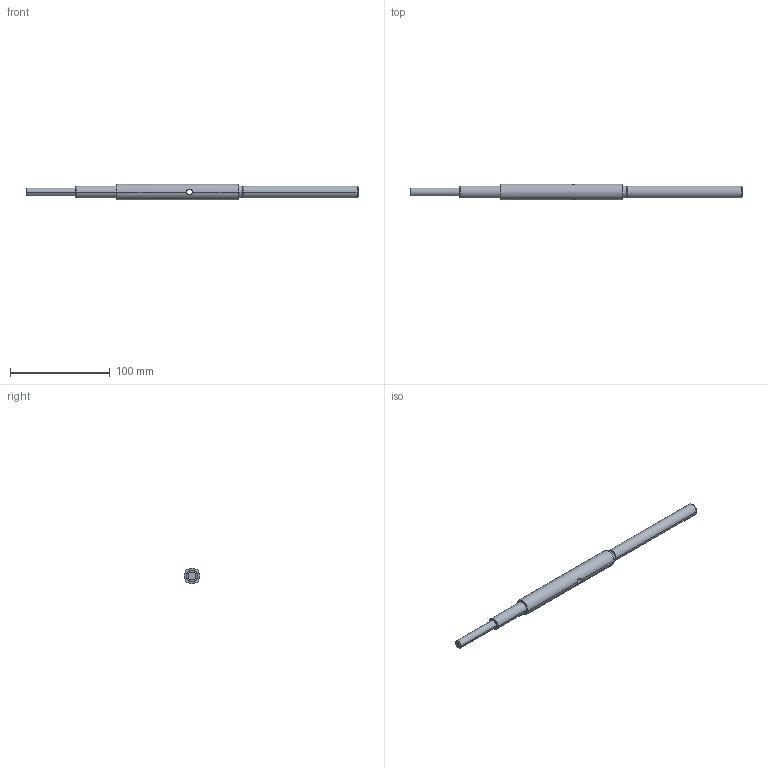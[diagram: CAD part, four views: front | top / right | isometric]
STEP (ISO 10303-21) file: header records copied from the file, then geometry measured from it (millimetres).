
FILE_DESCRIPTION(('CATIA V5 STEP Exchange'),'2;1');
FILE_NAME('LP11_0530A.stp','2023-05-22T21:06:37+00:00',('none'),('none'),'CATIA Version 5 Release 20 GA (IN-10)','CATIA V5 STEP AP203','none');
FILE_SCHEMA(('CONFIG_CONTROL_DESIGN'));
Length unit declared in the file: millimetre
Products named in the file (1): AXE_PCIPAL_v11
Bounding box: 333 x 16 x 16 mm (x, y, z)
Volume: 44774.7 mm3; surface area: 14075.8 mm2
Topology: 1 solids, 1 shells, 25 faces, 56 edges, 36 vertices
Faces by surface type: cylinder 14, plane 7, cone 4
Entity records: 731 total; most frequent: CARTESIAN_POINT 177, ORIENTED_EDGE 112, DIRECTION 80, EDGE_CURVE 56, AXIS2_PLACEMENT_3D 45, VERTEX_POINT 36, EDGE_LOOP 30, CIRCLE 28
